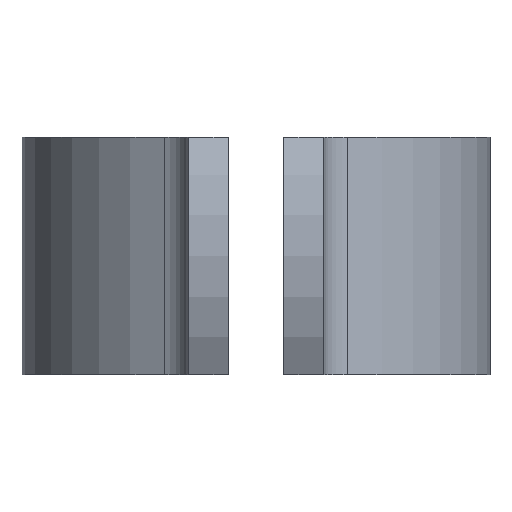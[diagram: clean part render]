
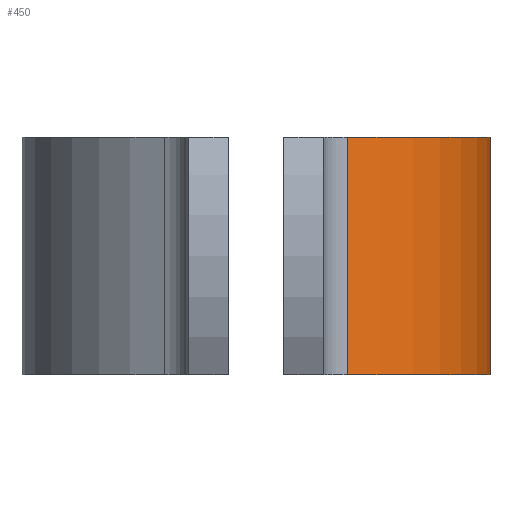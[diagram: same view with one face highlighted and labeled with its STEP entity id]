
A CAD part, left-side view. The second image highlights one B-rep face of the part: STEP entity #450.
In plain terms, the highlighted cylindrical face has radius 29.5 mm (diameter 59 mm), a partial arc.
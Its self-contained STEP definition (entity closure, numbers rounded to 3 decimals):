
#375=CARTESIAN_POINT('',(-27.148,-11.543,15.));
#376=VERTEX_POINT('',#375);
#411=CARTESIAN_POINT('',(0.,0.,0.));
#412=DIRECTION('',(0.,0.,-1.0));
#413=DIRECTION('',(0.92,-0.391,0.));
#414=AXIS2_PLACEMENT_3D('',#411,#412,#413);
#415=CYLINDRICAL_SURFACE('',#414,29.5);
#416=CARTESIAN_POINT('',(-27.148,-11.543,-15.));
#417=VERTEX_POINT('',#416);
#418=CARTESIAN_POINT('',(-27.148,-11.543,-15.));
#419=DIRECTION('',(0.0,0.0,1.0));
#420=VECTOR('',#419,30.0);
#421=LINE('',#418,#420);
#422=EDGE_CURVE('',#417,#376,#421,.T.);
#423=ORIENTED_EDGE('',*,*,#422,.F.);
#424=CARTESIAN_POINT('',(27.148,-11.543,-15.));
#425=VERTEX_POINT('',#424);
#426=CARTESIAN_POINT('',(0.,0.,-15.));
#427=DIRECTION('',(0.,0.,-1.0));
#428=DIRECTION('',(0.92,-0.391,0.));
#429=AXIS2_PLACEMENT_3D('',#426,#427,#428);
#430=CIRCLE('',#429,29.5);
#431=EDGE_CURVE('',#425,#417,#430,.T.);
#432=ORIENTED_EDGE('',*,*,#431,.F.);
#433=CARTESIAN_POINT('',(27.148,-11.543,15.));
#434=VERTEX_POINT('',#433);
#435=CARTESIAN_POINT('',(27.148,-11.543,-15.));
#436=DIRECTION('',(0.0,0.0,1.0));
#437=VECTOR('',#436,30.0);
#438=LINE('',#435,#437);
#439=EDGE_CURVE('',#425,#434,#438,.T.);
#440=ORIENTED_EDGE('',*,*,#439,.T.);
#441=CARTESIAN_POINT('',(0.,0.,15.));
#442=DIRECTION('',(0.,0.,1.0));
#443=DIRECTION('',(-0.92,-0.391,0.));
#444=AXIS2_PLACEMENT_3D('',#441,#442,#443);
#445=CIRCLE('',#444,29.5);
#446=EDGE_CURVE('',#376,#434,#445,.T.);
#447=ORIENTED_EDGE('',*,*,#446,.F.);
#448=EDGE_LOOP('',(#423,#432,#440,#447));
#449=FACE_OUTER_BOUND('',#448,.T.);
#450=ADVANCED_FACE('',(#449),#415,.T.);
